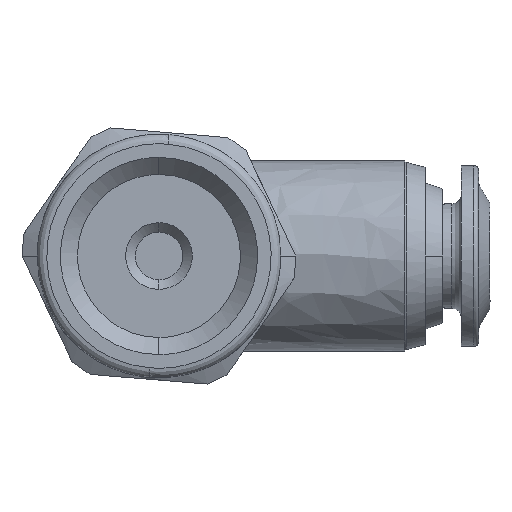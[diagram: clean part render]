
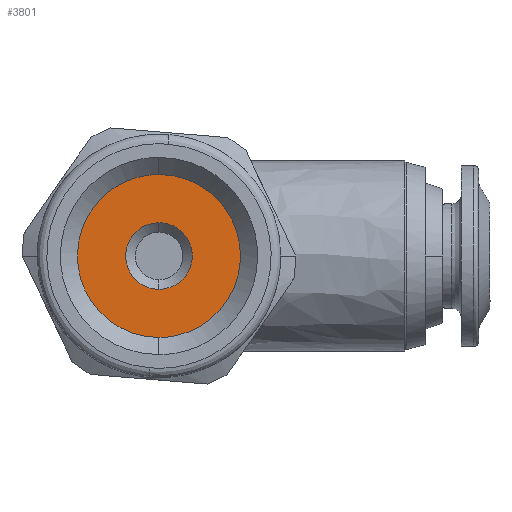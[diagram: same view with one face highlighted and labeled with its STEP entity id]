
A CAD part, front view. The second image highlights one B-rep face of the part: STEP entity #3801.
In plain terms, the highlighted free-form (B-spline) face has degree [1, 1] with [2, 2] control points.
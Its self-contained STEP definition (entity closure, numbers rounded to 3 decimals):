
#316 = FACE_OUTER_BOUND ( 'NONE', #5648, .T. ) ;
#353 = CARTESIAN_POINT ( 'NONE',  ( 0., -8.7, 4.283 ) ) ;
#455 = CARTESIAN_POINT ( 'NONE',  ( 2.509, -8.7, -4.283 ) ) ;
#981 = CARTESIAN_POINT ( 'NONE',  ( 1.75, -8.7, -1.025 ) ) ;
#1026 = CARTESIAN_POINT ( 'NONE',  ( 4.283, -8.7, 2.509 ) ) ;
#1134 =( BOUNDED_CURVE ( )  B_SPLINE_CURVE ( 3, ( #3612, #5706, #981, #4163, #4667, #5148, #3635 ),
 .UNSPECIFIED., .F., .T. ) 
 B_SPLINE_CURVE_WITH_KNOTS ( ( 4, 3, 4 ),
 ( -3.142, -1.571, 0. ),
 .UNSPECIFIED. ) 
 CURVE ( )  GEOMETRIC_REPRESENTATION_ITEM ( )  RATIONAL_B_SPLINE_CURVE ( ( 1., 0.805, 0.805, 1., 0.805, 0.805, 1. ) ) 
 REPRESENTATION_ITEM ( '' )  );
#1293 = EDGE_CURVE ( 'NONE', #6188, #4826, #4321, .T. ) ;
#1333 = CARTESIAN_POINT ( 'NONE',  ( 0., -8.7, -4.283 ) ) ;
#1490 = CARTESIAN_POINT ( 'NONE',  ( 0., -8.7, -4.283 ) ) ;
#1521 = EDGE_CURVE ( 'NONE', #6142, #5081, #1134, .T. ) ;
#1594 = ORIENTED_EDGE ( 'NONE', *, *, #1293, .F. ) ;
#2414 = CARTESIAN_POINT ( 'NONE',  ( 0., -8.7, 1.75 ) ) ;
#3049 = FACE_BOUND ( 'NONE', #3629, .T. ) ;
#3204 = CARTESIAN_POINT ( 'NONE',  ( 0., -8.7, -1.75 ) ) ;
#3481 = CARTESIAN_POINT ( 'NONE',  ( -3.5, -8.7, -1.75 ) ) ;
#3508 = CARTESIAN_POINT ( 'NONE',  ( 4.283, -8.7, 0. ) ) ;
#3513 = EDGE_CURVE ( 'NONE', #5081, #6142, #4578, .T. ) ;
#3580 = CARTESIAN_POINT ( 'NONE',  ( 2.509, -8.7, 4.283 ) ) ;
#3612 = CARTESIAN_POINT ( 'NONE',  ( 0., -8.7, -1.75 ) ) ;
#3629 = EDGE_LOOP ( 'NONE', ( #4746, #6717 ) ) ;
#3635 = CARTESIAN_POINT ( 'NONE',  ( 0., -8.7, 1.75 ) ) ;
#3801 = ADVANCED_FACE ( 'NONE', ( #3049, #316 ), #4865, .F. ) ;
#3868 = CARTESIAN_POINT ( 'NONE',  ( 0., -8.7, 4.283 ) ) ;
#3989 = CARTESIAN_POINT ( 'NONE',  ( -3.5, -8.7, 1.75 ) ) ;
#4095 = CARTESIAN_POINT ( 'NONE',  ( -3.964, -8.7, 4.676 ) ) ;
#4163 = CARTESIAN_POINT ( 'NONE',  ( 1.75, -8.7, 0. ) ) ;
#4321 =( BOUNDED_CURVE ( )  B_SPLINE_CURVE ( 3, ( #1333, #4951, #6503, #3868 ),
 .UNSPECIFIED., .F., .F. ) 
 B_SPLINE_CURVE_WITH_KNOTS ( ( 4, 4 ),
 ( -3.142, 0. ),
 .UNSPECIFIED. ) 
 CURVE ( )  GEOMETRIC_REPRESENTATION_ITEM ( )  RATIONAL_B_SPLINE_CURVE ( ( 1., 0.333, 0.333, 1. ) ) 
 REPRESENTATION_ITEM ( '' )  );
#4578 =( BOUNDED_CURVE ( )  B_SPLINE_CURVE ( 3, ( #2414, #3989, #3481, #5622 ),
 .UNSPECIFIED., .F., .F. ) 
 B_SPLINE_CURVE_WITH_KNOTS ( ( 4, 4 ),
 ( -3.142, 0. ),
 .UNSPECIFIED. ) 
 CURVE ( )  GEOMETRIC_REPRESENTATION_ITEM ( )  RATIONAL_B_SPLINE_CURVE ( ( 1., 0.333, 0.333, 1. ) ) 
 REPRESENTATION_ITEM ( '' )  );
#4618 = CARTESIAN_POINT ( 'NONE',  ( 4.283, -8.7, -2.509 ) ) ;
#4667 = CARTESIAN_POINT ( 'NONE',  ( 1.75, -8.7, 1.025 ) ) ;
#4673 = CARTESIAN_POINT ( 'NONE',  ( 3.964, -8.7, -4.676 ) ) ;
#4697 = CARTESIAN_POINT ( 'NONE',  ( 4.676, -8.7, 3.964 ) ) ;
#4746 = ORIENTED_EDGE ( 'NONE', *, *, #3513, .F. ) ;
#4826 = VERTEX_POINT ( 'NONE', #353 ) ;
#4865 = B_SPLINE_SURFACE_WITH_KNOTS ( 'NONE', 1, 1, ( 
 ( #5208, #4673 ),
 ( #4095, #4697 ) ),
 .UNSPECIFIED., .F., .F., .F.,
 ( 2, 2 ),
 ( 2, 2 ),
 ( 0., 1. ),
 ( 0., 1. ),
 .UNSPECIFIED. ) ;
#4951 = CARTESIAN_POINT ( 'NONE',  ( -8.566, -8.7, -4.283 ) ) ;
#5081 = VERTEX_POINT ( 'NONE', #6456 ) ;
#5148 = CARTESIAN_POINT ( 'NONE',  ( 1.025, -8.7, 1.75 ) ) ;
#5208 = CARTESIAN_POINT ( 'NONE',  ( -4.676, -8.7, -3.964 ) ) ;
#5398 = EDGE_CURVE ( 'NONE', #4826, #6188, #6616, .T. ) ;
#5511 = CARTESIAN_POINT ( 'NONE',  ( 0., -8.7, -4.283 ) ) ;
#5622 = CARTESIAN_POINT ( 'NONE',  ( 0., -8.7, -1.75 ) ) ;
#5648 = EDGE_LOOP ( 'NONE', ( #5880, #1594 ) ) ;
#5705 = CARTESIAN_POINT ( 'NONE',  ( 0., -8.7, 4.283 ) ) ;
#5706 = CARTESIAN_POINT ( 'NONE',  ( 1.025, -8.7, -1.75 ) ) ;
#5880 = ORIENTED_EDGE ( 'NONE', *, *, #5398, .F. ) ;
#6142 = VERTEX_POINT ( 'NONE', #3204 ) ;
#6188 = VERTEX_POINT ( 'NONE', #5511 ) ;
#6456 = CARTESIAN_POINT ( 'NONE',  ( 0., -8.7, 1.75 ) ) ;
#6503 = CARTESIAN_POINT ( 'NONE',  ( -8.566, -8.7, 4.283 ) ) ;
#6616 =( BOUNDED_CURVE ( )  B_SPLINE_CURVE ( 3, ( #5705, #3580, #1026, #3508, #4618, #455, #1490 ),
 .UNSPECIFIED., .F., .F. ) 
 B_SPLINE_CURVE_WITH_KNOTS ( ( 4, 3, 4 ),
 ( -3.142, -1.571, 0. ),
 .UNSPECIFIED. ) 
 CURVE ( )  GEOMETRIC_REPRESENTATION_ITEM ( )  RATIONAL_B_SPLINE_CURVE ( ( 1., 0.805, 0.805, 1., 0.805, 0.805, 1. ) ) 
 REPRESENTATION_ITEM ( '' )  );
#6717 = ORIENTED_EDGE ( 'NONE', *, *, #1521, .F. ) ;
